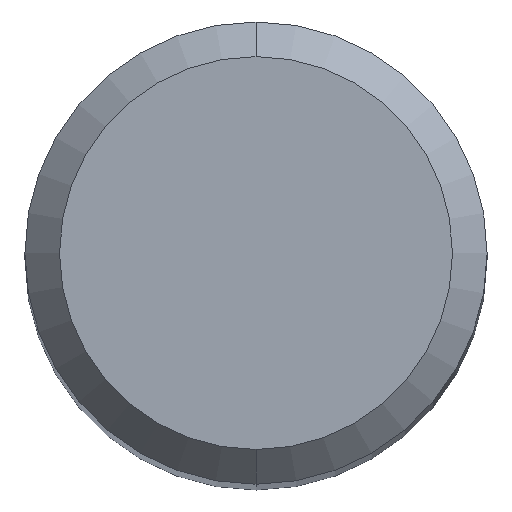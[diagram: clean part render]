
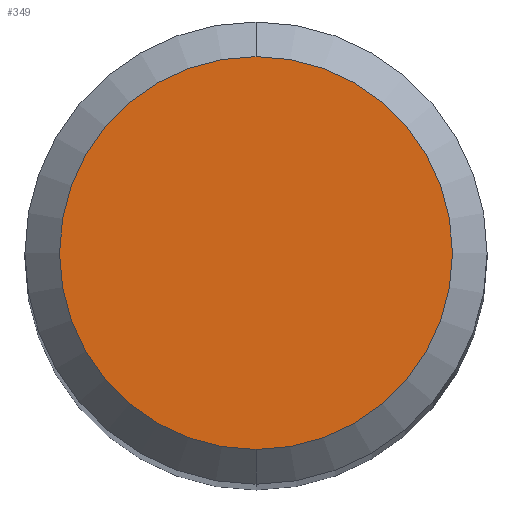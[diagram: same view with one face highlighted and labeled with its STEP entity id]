
A CAD part, top view. The second image highlights one B-rep face of the part: STEP entity #349.
In plain terms, the highlighted planar face has unit normal (0, 0, 1).
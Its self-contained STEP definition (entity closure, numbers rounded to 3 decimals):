
#183=VERTEX_POINT('',#490);
#197=VERTEX_POINT('',#506);
#259=EDGE_CURVE('',#183,#197,#574,.T.);
#349=ADVANCED_FACE('',(#673),#674,.T.);
#401=EDGE_CURVE('',#197,#183,#732,.T.);
#490=CARTESIAN_POINT('',(0.0,1.7,0.0));
#506=CARTESIAN_POINT('',(0.,-1.7,0.0));
#574=CIRCLE('',#966,1.7);
#673=FACE_OUTER_BOUND('',#1114,.T.);
#674=PLANE('',#1115);
#732=CIRCLE('',#1243,1.7);
#966=AXIS2_PLACEMENT_3D('',#1535,#1536,#1537);
#1114=EDGE_LOOP('',(#1645,#1646));
#1115=AXIS2_PLACEMENT_3D('',#1647,#1648,#1649);
#1243=AXIS2_PLACEMENT_3D('',#1741,#1742,#1743);
#1535=CARTESIAN_POINT('',(0.0,0.0,0.0));
#1536=DIRECTION('',(0.0,0.0,-1.0));
#1537=DIRECTION('',(0.0,1.0,0.0));
#1645=ORIENTED_EDGE('',*,*,#259,.F.);
#1646=ORIENTED_EDGE('',*,*,#401,.F.);
#1647=CARTESIAN_POINT('',(0.0,0.85,0.0));
#1648=DIRECTION('',(-0.0,0.0,1.0));
#1649=DIRECTION('',(0.0,-1.0,0.0));
#1741=CARTESIAN_POINT('',(0.0,0.0,0.0));
#1742=DIRECTION('',(0.0,0.0,-1.0));
#1743=DIRECTION('',(0.0,1.0,0.0));
